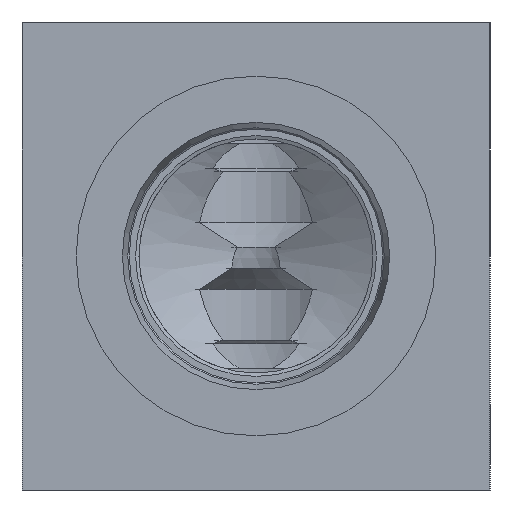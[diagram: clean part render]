
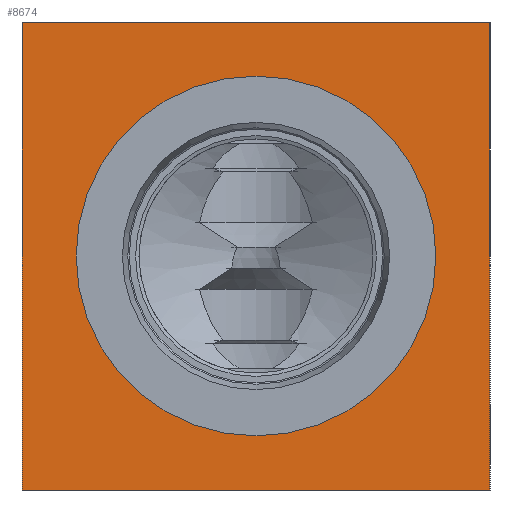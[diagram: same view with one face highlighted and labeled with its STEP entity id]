
A CAD part, left-side view. The second image highlights one B-rep face of the part: STEP entity #8674.
In plain terms, the highlighted planar face has unit normal (-1, 0, 0).
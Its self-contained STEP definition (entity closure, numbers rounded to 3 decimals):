
#290=CIRCLE('',#9190,29.286);
#291=CIRCLE('',#9191,29.286);
#344=FACE_BOUND('',#1655,.T.);
#1166=FACE_OUTER_BOUND('',#1654,.T.);
#1654=EDGE_LOOP('',(#7641,#7642,#7643,#7644));
#1655=EDGE_LOOP('',(#7645,#7646));
#1971=LINE('',#13308,#2739);
#2431=LINE('',#15239,#3199);
#2432=LINE('',#15240,#3200);
#2433=LINE('',#15241,#3201);
#2739=VECTOR('',#9666,10.);
#3199=VECTOR('',#10994,10.);
#3200=VECTOR('',#10995,10.);
#3201=VECTOR('',#10996,10.);
#3537=VERTEX_POINT('',#13301);
#3540=VERTEX_POINT('',#13306);
#4005=VERTEX_POINT('',#15208);
#4006=VERTEX_POINT('',#15209);
#4015=VERTEX_POINT('',#15237);
#4016=VERTEX_POINT('',#15238);
#4517=EDGE_CURVE('',#3540,#3537,#1971,.T.);
#5218=EDGE_CURVE('',#4005,#4006,#290,.T.);
#5219=EDGE_CURVE('',#4006,#4005,#291,.T.);
#5232=EDGE_CURVE('',#4015,#4016,#2431,.T.);
#5233=EDGE_CURVE('',#4016,#3537,#2432,.T.);
#5234=EDGE_CURVE('',#4015,#3540,#2433,.T.);
#7641=ORIENTED_EDGE('',*,*,#5232,.T.);
#7642=ORIENTED_EDGE('',*,*,#5233,.T.);
#7643=ORIENTED_EDGE('',*,*,#4517,.F.);
#7644=ORIENTED_EDGE('',*,*,#5234,.F.);
#7645=ORIENTED_EDGE('',*,*,#5218,.T.);
#7646=ORIENTED_EDGE('',*,*,#5219,.T.);
#7914=PLANE('',#9204);
#8674=ADVANCED_FACE('',(#1166,#344),#7914,.T.);
#9190=AXIS2_PLACEMENT_3D('',#15210,#10960,#10961);
#9191=AXIS2_PLACEMENT_3D('',#15211,#10962,#10963);
#9204=AXIS2_PLACEMENT_3D('',#15236,#10992,#10993);
#9666=DIRECTION('',(0.,-1.,0.));
#10960=DIRECTION('center_axis',(1.,0.,0.));
#10961=DIRECTION('ref_axis',(0.,0.,1.));
#10962=DIRECTION('center_axis',(1.,0.,0.));
#10963=DIRECTION('ref_axis',(0.,0.,1.));
#10992=DIRECTION('center_axis',(-1.,0.,0.));
#10993=DIRECTION('ref_axis',(0.,-1.,0.));
#10994=DIRECTION('',(0.,-1.,0.));
#10995=DIRECTION('',(0.,0.,1.));
#10996=DIRECTION('',(0.,0.,1.));
#13301=CARTESIAN_POINT('',(0.,0.,76.2));
#13306=CARTESIAN_POINT('',(0.,76.2,76.2));
#13308=CARTESIAN_POINT('',(0.,76.2,76.2));
#15208=CARTESIAN_POINT('',(0.,38.1,67.386));
#15209=CARTESIAN_POINT('',(0.,38.1,8.814));
#15210=CARTESIAN_POINT('Origin',(0.,38.1,38.1));
#15211=CARTESIAN_POINT('Origin',(0.,38.1,38.1));
#15236=CARTESIAN_POINT('Origin',(0.,76.2,0.));
#15237=CARTESIAN_POINT('',(0.,76.2,0.));
#15238=CARTESIAN_POINT('',(0.,0.,0.));
#15239=CARTESIAN_POINT('',(0.,76.2,0.));
#15240=CARTESIAN_POINT('',(0.,0.,0.));
#15241=CARTESIAN_POINT('',(0.,76.2,0.));
